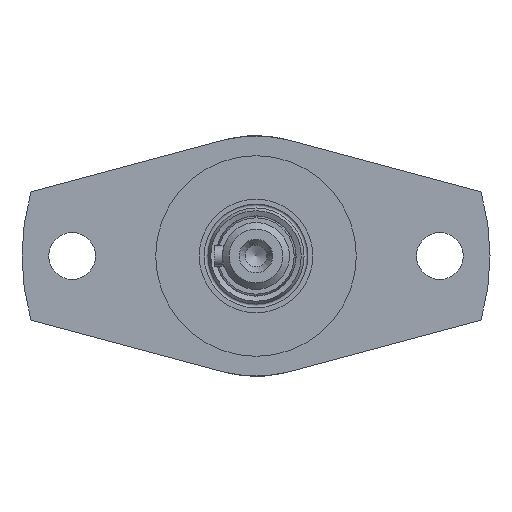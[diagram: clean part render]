
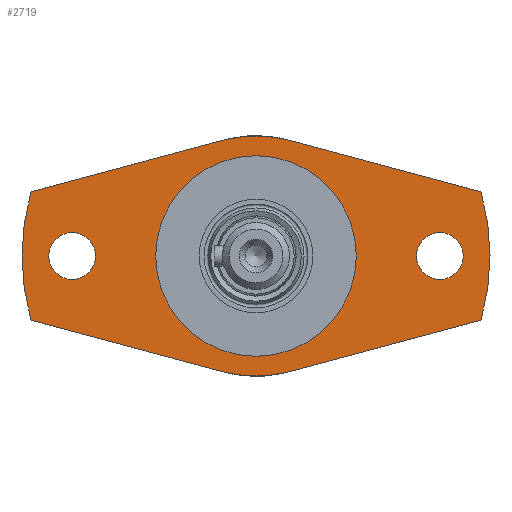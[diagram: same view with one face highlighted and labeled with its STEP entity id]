
A CAD part, left-side view. The second image highlights one B-rep face of the part: STEP entity #2719.
In plain terms, the highlighted planar face has unit normal (-1, 0, 0).
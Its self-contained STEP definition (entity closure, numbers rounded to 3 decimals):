
#89=LINE('',#3917,#337);
#93=LINE('',#3926,#341);
#99=LINE('',#3947,#347);
#103=LINE('',#3956,#351);
#337=VECTOR('',#3184,10.);
#341=VECTOR('',#3190,10.);
#347=VECTOR('',#3210,10.);
#351=VECTOR('',#3216,10.);
#742=FACE_BOUND('',#930,.T.);
#743=FACE_BOUND('',#931,.T.);
#744=FACE_BOUND('',#932,.T.);
#780=FACE_OUTER_BOUND('',#929,.T.);
#929=EDGE_LOOP('',(#1917,#1918,#1919,#1920,#1921,#1922,#1923,#1924));
#930=EDGE_LOOP('',(#1925,#1926));
#931=EDGE_LOOP('',(#1927));
#932=EDGE_LOOP('',(#1928));
#1098=CIRCLE('',#2903,3.5);
#1100=CIRCLE('',#2906,3.5);
#1103=CIRCLE('',#2912,35.);
#1107=CIRCLE('',#2917,18.);
#1109=CIRCLE('',#2919,18.);
#1113=CIRCLE('',#2924,35.);
#1114=CIRCLE('',#2925,15.);
#1115=CIRCLE('',#2926,15.);
#1202=VERTEX_POINT('',#3914);
#1203=VERTEX_POINT('',#3916);
#1206=VERTEX_POINT('',#3923);
#1207=VERTEX_POINT('',#3925);
#1208=VERTEX_POINT('',#3929);
#1210=VERTEX_POINT('',#3935);
#1214=VERTEX_POINT('',#3944);
#1215=VERTEX_POINT('',#3946);
#1218=VERTEX_POINT('',#3953);
#1219=VERTEX_POINT('',#3955);
#1225=VERTEX_POINT('',#3979);
#1226=VERTEX_POINT('',#3980);
#1471=EDGE_CURVE('',#1203,#1202,#89,.T.);
#1475=EDGE_CURVE('',#1207,#1206,#93,.T.);
#1477=EDGE_CURVE('',#1208,#1208,#1098,.T.);
#1480=EDGE_CURVE('',#1210,#1210,#1100,.T.);
#1485=EDGE_CURVE('',#1215,#1214,#99,.T.);
#1489=EDGE_CURVE('',#1219,#1218,#103,.T.);
#1492=EDGE_CURVE('',#1219,#1206,#1103,.T.);
#1497=EDGE_CURVE('',#1202,#1207,#1107,.T.);
#1499=EDGE_CURVE('',#1218,#1215,#1109,.T.);
#1503=EDGE_CURVE('',#1203,#1214,#1113,.T.);
#1504=EDGE_CURVE('',#1225,#1226,#1114,.T.);
#1505=EDGE_CURVE('',#1226,#1225,#1115,.T.);
#1917=ORIENTED_EDGE('',*,*,#1471,.T.);
#1918=ORIENTED_EDGE('',*,*,#1497,.T.);
#1919=ORIENTED_EDGE('',*,*,#1475,.T.);
#1920=ORIENTED_EDGE('',*,*,#1492,.F.);
#1921=ORIENTED_EDGE('',*,*,#1489,.T.);
#1922=ORIENTED_EDGE('',*,*,#1499,.T.);
#1923=ORIENTED_EDGE('',*,*,#1485,.T.);
#1924=ORIENTED_EDGE('',*,*,#1503,.F.);
#1925=ORIENTED_EDGE('',*,*,#1504,.T.);
#1926=ORIENTED_EDGE('',*,*,#1505,.T.);
#1927=ORIENTED_EDGE('',*,*,#1480,.T.);
#1928=ORIENTED_EDGE('',*,*,#1477,.T.);
#2612=PLANE('',#2923);
#2719=ADVANCED_FACE('',(#780,#742,#743,#744),#2612,.T.);
#2903=AXIS2_PLACEMENT_3D('',#3930,#3194,#3195);
#2906=AXIS2_PLACEMENT_3D('',#3936,#3201,#3202);
#2912=AXIS2_PLACEMENT_3D('',#3960,#3222,#3223);
#2917=AXIS2_PLACEMENT_3D('',#3970,#3233,#3234);
#2919=AXIS2_PLACEMENT_3D('',#3972,#3237,#3238);
#2923=AXIS2_PLACEMENT_3D('',#3977,#3245,#3246);
#2924=AXIS2_PLACEMENT_3D('',#3978,#3247,#3248);
#2925=AXIS2_PLACEMENT_3D('',#3981,#3249,#3250);
#2926=AXIS2_PLACEMENT_3D('',#3982,#3251,#3252);
#3184=DIRECTION('',(0.,0.966,0.259));
#3190=DIRECTION('',(0.,0.966,-0.259));
#3194=DIRECTION('center_axis',(1.,0.,0.));
#3195=DIRECTION('ref_axis',(0.,0.,
1.));
#3201=DIRECTION('center_axis',(1.,0.,0.));
#3202=DIRECTION('ref_axis',(0.,0.,
1.));
#3210=DIRECTION('',(0.,-0.966,0.259));
#3216=DIRECTION('',(0.,-0.966,-0.259));
#3222=DIRECTION('center_axis',(1.,0.,0.));
#3223=DIRECTION('ref_axis',(0.,-1.,0.));
#3233=DIRECTION('center_axis',(-1.,0.,0.));
#3234=DIRECTION('ref_axis',(0.,-0.259,0.966));
#3237=DIRECTION('center_axis',(-1.,0.,0.));
#3238=DIRECTION('ref_axis',(0.,-0.259,0.966));
#3245=DIRECTION('center_axis',(-1.,0.,0.));
#3246=DIRECTION('ref_axis',(0.,0.,-1.));
#3247=DIRECTION('center_axis',(1.,0.,0.));
#3248=DIRECTION('ref_axis',(0.,-1.,0.));
#3249=DIRECTION('center_axis',(1.,0.,0.));
#3250=DIRECTION('ref_axis',(0.,-1.,0.));
#3251=DIRECTION('center_axis',(1.,0.,0.));
#3252=DIRECTION('ref_axis',(0.,-1.,0.));
#3914=CARTESIAN_POINT('',(-80.,-4.659,17.387));
#3916=CARTESIAN_POINT('',(-80.,-33.653,9.618));
#3917=CARTESIAN_POINT('',(-80.,-16.321,14.262));
#3923=CARTESIAN_POINT('',(-80.,33.653,9.618));
#3925=CARTESIAN_POINT('',(-80.,4.659,17.387));
#3926=CARTESIAN_POINT('',(-80.,7.493,16.627));
#3929=CARTESIAN_POINT('',(-80.,-27.5,-3.5));
#3930=CARTESIAN_POINT('Origin',(-80.,-27.5,0.));
#3935=CARTESIAN_POINT('',(-80.,27.5,-3.5));
#3936=CARTESIAN_POINT('Origin',(-80.,27.5,0.));
#3944=CARTESIAN_POINT('',(-80.,-33.653,-9.618));
#3946=CARTESIAN_POINT('',(-80.,-4.659,-17.387));
#3947=CARTESIAN_POINT('',(-80.,-30.818,-10.377));
#3953=CARTESIAN_POINT('',(-80.,4.659,-17.387));
#3955=CARTESIAN_POINT('',(-80.,33.653,-9.618));
#3956=CARTESIAN_POINT('',(-80.,-7.004,-20.512));
#3960=CARTESIAN_POINT('Origin',(-80.,0.,0.));
#3970=CARTESIAN_POINT('Origin',(-80.,0.,0.));
#3972=CARTESIAN_POINT('Origin',(-80.,0.,0.));
#3977=CARTESIAN_POINT('Origin',(-80.,-25.,0.));
#3978=CARTESIAN_POINT('Origin',(-80.,0.,0.));
#3979=CARTESIAN_POINT('',(-80.,-15.,0.));
#3980=CARTESIAN_POINT('',(-80.,15.,0.));
#3981=CARTESIAN_POINT('Origin',(-80.,0.,0.));
#3982=CARTESIAN_POINT('Origin',(-80.,0.,0.));
